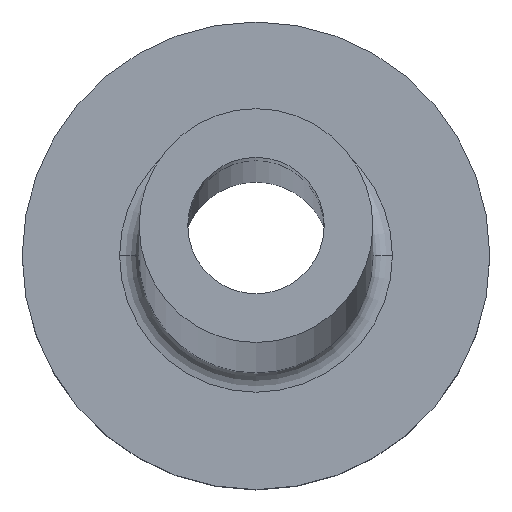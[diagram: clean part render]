
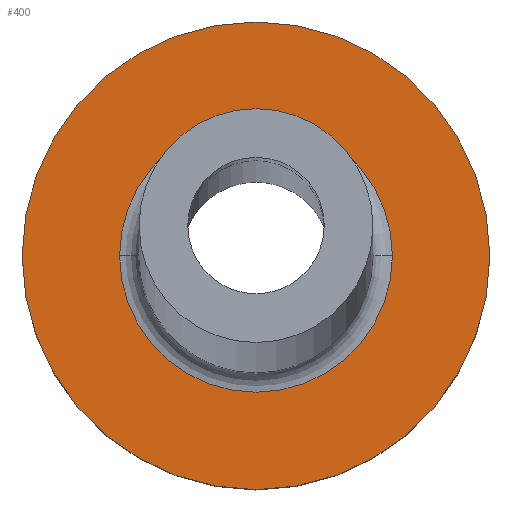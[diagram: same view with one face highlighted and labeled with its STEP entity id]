
A CAD part, top view. The second image highlights one B-rep face of the part: STEP entity #400.
In plain terms, the highlighted planar face has unit normal (0, 0, 1).
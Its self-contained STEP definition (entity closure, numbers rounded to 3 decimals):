
#15 = CARTESIAN_POINT ( 'NONE',  ( 3.5, 0., 5. ) ) ;
#31 = VERTEX_POINT ( 'NONE', #228 ) ;
#40 = CARTESIAN_POINT ( 'NONE',  ( 0., 0., 5. ) ) ;
#46 = DIRECTION ( 'NONE',  ( 0., 0., 1. ) ) ;
#47 = VERTEX_POINT ( 'NONE', #258 ) ;
#49 = DIRECTION ( 'NONE',  ( 0., 0., 1. ) ) ;
#51 = AXIS2_PLACEMENT_3D ( 'NONE', #40, #143, #414 ) ;
#60 = CARTESIAN_POINT ( 'NONE',  ( 6., 0., 5. ) ) ;
#65 = EDGE_LOOP ( 'NONE', ( #122, #362 ) ) ;
#67 = CARTESIAN_POINT ( 'NONE',  ( 0., 0., 5. ) ) ;
#77 = DIRECTION ( 'NONE',  ( 1., 0., 0. ) ) ;
#97 = FACE_BOUND ( 'NONE', #316, .T. ) ;
#104 = VERTEX_POINT ( 'NONE', #60 ) ;
#108 = CARTESIAN_POINT ( 'NONE',  ( 0., 0., 5. ) ) ;
#121 = FACE_OUTER_BOUND ( 'NONE', #65, .T. ) ;
#122 = ORIENTED_EDGE ( 'NONE', *, *, #231, .T. ) ;
#143 = DIRECTION ( 'NONE',  ( 0., 0., -1. ) ) ;
#145 = AXIS2_PLACEMENT_3D ( 'NONE', #108, #452, #77 ) ;
#155 = AXIS2_PLACEMENT_3D ( 'NONE', #204, #46, #289 ) ;
#160 = AXIS2_PLACEMENT_3D ( 'NONE', #67, #264, #208 ) ;
#179 = CIRCLE ( 'NONE', #51, 3.5 ) ;
#204 = CARTESIAN_POINT ( 'NONE',  ( 0., 0., 5. ) ) ;
#208 = DIRECTION ( 'NONE',  ( 1., 0., 0. ) ) ;
#228 = CARTESIAN_POINT ( 'NONE',  ( -6., 0., 5. ) ) ;
#231 = EDGE_CURVE ( 'NONE', #31, #104, #299, .T. ) ;
#242 = CIRCLE ( 'NONE', #155, 6. ) ;
#250 = ORIENTED_EDGE ( 'NONE', *, *, #326, .T. ) ;
#252 = EDGE_CURVE ( 'NONE', #47, #395, #179, .T. ) ;
#258 = CARTESIAN_POINT ( 'NONE',  ( -3.5, 0., 5. ) ) ;
#264 = DIRECTION ( 'NONE',  ( 0., 0., 1. ) ) ;
#289 = DIRECTION ( 'NONE',  ( 1., 0., 0. ) ) ;
#299 = CIRCLE ( 'NONE', #160, 6. ) ;
#316 = EDGE_LOOP ( 'NONE', ( #250, #319 ) ) ;
#319 = ORIENTED_EDGE ( 'NONE', *, *, #252, .T. ) ;
#326 = EDGE_CURVE ( 'NONE', #395, #47, #434, .T. ) ;
#329 = PLANE ( 'NONE',  #459 ) ;
#357 = DIRECTION ( 'NONE',  ( 1., 0., 0. ) ) ;
#362 = ORIENTED_EDGE ( 'NONE', *, *, #386, .T. ) ;
#386 = EDGE_CURVE ( 'NONE', #104, #31, #242, .T. ) ;
#395 = VERTEX_POINT ( 'NONE', #15 ) ;
#400 = ADVANCED_FACE ( 'NONE', ( #97, #121 ), #329, .T. ) ;
#405 = CARTESIAN_POINT ( 'NONE',  ( 0., 0., 5. ) ) ;
#414 = DIRECTION ( 'NONE',  ( 1., 0., 0. ) ) ;
#434 = CIRCLE ( 'NONE', #145, 3.5 ) ;
#452 = DIRECTION ( 'NONE',  ( 0., 0., -1. ) ) ;
#459 = AXIS2_PLACEMENT_3D ( 'NONE', #405, #49, #357 ) ;
